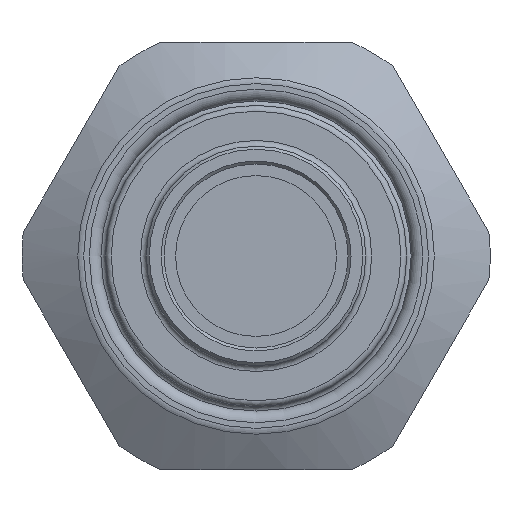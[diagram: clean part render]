
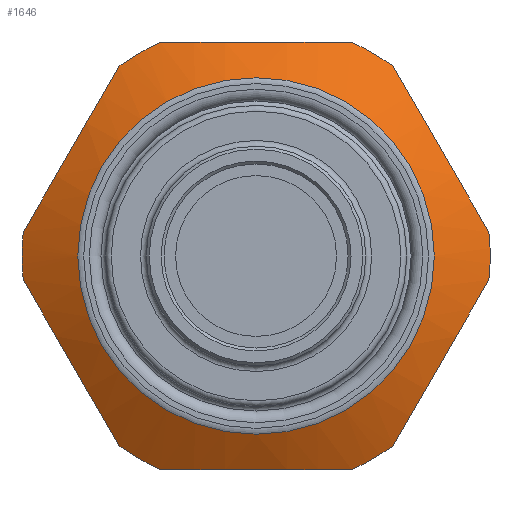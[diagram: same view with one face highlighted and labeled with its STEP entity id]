
A CAD part, front view. The second image highlights one B-rep face of the part: STEP entity #1646.
In plain terms, the highlighted conical face has half-angle 60 degrees and reference radius 17.78 mm.
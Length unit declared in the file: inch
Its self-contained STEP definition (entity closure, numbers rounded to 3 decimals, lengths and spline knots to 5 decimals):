
#54=(
BOUNDED_CURVE()
B_SPLINE_CURVE(2,(#2904,#2905,#2906),.UNSPECIFIED.,.F.,.F.)
B_SPLINE_CURVE_WITH_KNOTS((3,3),(0.,1.67512),.UNSPECIFIED.)
CURVE()
GEOMETRIC_REPRESENTATION_ITEM()
RATIONAL_B_SPLINE_CURVE((1.,1.096,1.))
REPRESENTATION_ITEM('')
);
#55=(
BOUNDED_CURVE()
B_SPLINE_CURVE(2,(#2910,#2911,#2912),.UNSPECIFIED.,.F.,.F.)
B_SPLINE_CURVE_WITH_KNOTS((3,3),(0.,1.67512),.UNSPECIFIED.)
CURVE()
GEOMETRIC_REPRESENTATION_ITEM()
RATIONAL_B_SPLINE_CURVE((1.,1.096,1.))
REPRESENTATION_ITEM('')
);
#56=(
BOUNDED_CURVE()
B_SPLINE_CURVE(2,(#2916,#2917,#2918),.UNSPECIFIED.,.F.,.F.)
B_SPLINE_CURVE_WITH_KNOTS((3,3),(0.,1.67512),.UNSPECIFIED.)
CURVE()
GEOMETRIC_REPRESENTATION_ITEM()
RATIONAL_B_SPLINE_CURVE((1.,1.096,1.))
REPRESENTATION_ITEM('')
);
#57=(
BOUNDED_CURVE()
B_SPLINE_CURVE(2,(#2922,#2923,#2924),.UNSPECIFIED.,.F.,.F.)
B_SPLINE_CURVE_WITH_KNOTS((3,3),(0.,1.67512),.UNSPECIFIED.)
CURVE()
GEOMETRIC_REPRESENTATION_ITEM()
RATIONAL_B_SPLINE_CURVE((1.,1.096,1.))
REPRESENTATION_ITEM('')
);
#58=(
BOUNDED_CURVE()
B_SPLINE_CURVE(2,(#2928,#2929,#2930),.UNSPECIFIED.,.F.,.F.)
B_SPLINE_CURVE_WITH_KNOTS((3,3),(0.,1.67512),.UNSPECIFIED.)
CURVE()
GEOMETRIC_REPRESENTATION_ITEM()
RATIONAL_B_SPLINE_CURVE((1.,1.096,1.))
REPRESENTATION_ITEM('')
);
#59=(
BOUNDED_CURVE()
B_SPLINE_CURVE(2,(#2934,#2935,#2936),.UNSPECIFIED.,.F.,.F.)
B_SPLINE_CURVE_WITH_KNOTS((3,3),(0.,1.67512),.UNSPECIFIED.)
CURVE()
GEOMETRIC_REPRESENTATION_ITEM()
RATIONAL_B_SPLINE_CURVE((1.,1.096,1.))
REPRESENTATION_ITEM('')
);
#162=LINE('',#2900,#224);
#224=VECTOR('',#2357,0.7);
#256=CONICAL_SURFACE('',#1883,0.7,1.047);
#339=FACE_OUTER_BOUND('',#453,.T.);
#453=EDGE_LOOP('',(#1328,#1329,#1330,#1331,#1332,#1333,#1334,#1335,#1336,
#1337,#1338,#1339,#1340,#1341,#1342,#1343));
#583=CIRCLE('',#1880,0.60928);
#585=CIRCLE('',#1884,0.8);
#586=CIRCLE('',#1885,0.8);
#587=CIRCLE('',#1886,0.8);
#588=CIRCLE('',#1887,0.8);
#589=CIRCLE('',#1888,0.8);
#590=CIRCLE('',#1889,0.8);
#591=CIRCLE('',#1890,0.8);
#716=VERTEX_POINT('',#2892);
#718=VERTEX_POINT('',#2899);
#719=VERTEX_POINT('',#2901);
#720=VERTEX_POINT('',#2903);
#721=VERTEX_POINT('',#2907);
#722=VERTEX_POINT('',#2909);
#723=VERTEX_POINT('',#2913);
#724=VERTEX_POINT('',#2915);
#725=VERTEX_POINT('',#2919);
#726=VERTEX_POINT('',#2921);
#727=VERTEX_POINT('',#2925);
#728=VERTEX_POINT('',#2927);
#729=VERTEX_POINT('',#2931);
#730=VERTEX_POINT('',#2933);
#925=EDGE_CURVE('',#716,#716,#583,.T.);
#927=EDGE_CURVE('',#716,#718,#162,.T.);
#928=EDGE_CURVE('',#719,#718,#585,.T.);
#929=EDGE_CURVE('',#720,#719,#54,.T.);
#930=EDGE_CURVE('',#721,#720,#586,.T.);
#931=EDGE_CURVE('',#722,#721,#55,.T.);
#932=EDGE_CURVE('',#723,#722,#587,.T.);
#933=EDGE_CURVE('',#724,#723,#56,.T.);
#934=EDGE_CURVE('',#725,#724,#588,.T.);
#935=EDGE_CURVE('',#726,#725,#57,.T.);
#936=EDGE_CURVE('',#727,#726,#589,.T.);
#937=EDGE_CURVE('',#728,#727,#58,.T.);
#938=EDGE_CURVE('',#729,#728,#590,.T.);
#939=EDGE_CURVE('',#730,#729,#59,.T.);
#940=EDGE_CURVE('',#718,#730,#591,.T.);
#1328=ORIENTED_EDGE('',*,*,#925,.F.);
#1329=ORIENTED_EDGE('',*,*,#927,.T.);
#1330=ORIENTED_EDGE('',*,*,#928,.F.);
#1331=ORIENTED_EDGE('',*,*,#929,.F.);
#1332=ORIENTED_EDGE('',*,*,#930,.F.);
#1333=ORIENTED_EDGE('',*,*,#931,.F.);
#1334=ORIENTED_EDGE('',*,*,#932,.F.);
#1335=ORIENTED_EDGE('',*,*,#933,.F.);
#1336=ORIENTED_EDGE('',*,*,#934,.F.);
#1337=ORIENTED_EDGE('',*,*,#935,.F.);
#1338=ORIENTED_EDGE('',*,*,#936,.F.);
#1339=ORIENTED_EDGE('',*,*,#937,.F.);
#1340=ORIENTED_EDGE('',*,*,#938,.F.);
#1341=ORIENTED_EDGE('',*,*,#939,.F.);
#1342=ORIENTED_EDGE('',*,*,#940,.F.);
#1343=ORIENTED_EDGE('',*,*,#927,.F.);
#1646=ADVANCED_FACE('',(#339),#256,.T.);
#1880=AXIS2_PLACEMENT_3D('',#2894,#2349,#2350);
#1883=AXIS2_PLACEMENT_3D('',#2898,#2355,#2356);
#1884=AXIS2_PLACEMENT_3D('',#2902,#2358,#2359);
#1885=AXIS2_PLACEMENT_3D('',#2908,#2360,#2361);
#1886=AXIS2_PLACEMENT_3D('',#2914,#2362,#2363);
#1887=AXIS2_PLACEMENT_3D('',#2920,#2364,#2365);
#1888=AXIS2_PLACEMENT_3D('',#2926,#2366,#2367);
#1889=AXIS2_PLACEMENT_3D('',#2932,#2368,#2369);
#1890=AXIS2_PLACEMENT_3D('',#2937,#2370,#2371);
#2349=DIRECTION('center_axis',(0.,-1.,0.));
#2350=DIRECTION('ref_axis',(-1.,0.,0.));
#2355=DIRECTION('center_axis',(0.,1.,0.));
#2356=DIRECTION('ref_axis',(1.,0.,0.));
#2357=DIRECTION('',(-0.866,0.5,0.));
#2358=DIRECTION('center_axis',(0.,1.,0.));
#2359=DIRECTION('ref_axis',(-1.,0.,0.));
#2360=DIRECTION('center_axis',(0.,1.,0.));
#2361=DIRECTION('ref_axis',(-1.,0.,0.));
#2362=DIRECTION('center_axis',(0.,1.,0.));
#2363=DIRECTION('ref_axis',(-1.,0.,0.));
#2364=DIRECTION('center_axis',(0.,1.,0.));
#2365=DIRECTION('ref_axis',(-1.,0.,0.));
#2366=DIRECTION('center_axis',(0.,1.,0.));
#2367=DIRECTION('ref_axis',(-1.,0.,0.));
#2368=DIRECTION('center_axis',(0.,1.,0.));
#2369=DIRECTION('ref_axis',(-1.,0.,0.));
#2370=DIRECTION('center_axis',(0.,1.,0.));
#2371=DIRECTION('ref_axis',(-1.,0.,0.));
#2892=CARTESIAN_POINT('',(-0.60928,-0.29964,0.));
#2894=CARTESIAN_POINT('Origin',(0.,-0.29964,
0.));
#2898=CARTESIAN_POINT('Origin',(0.,-0.24726,
0.));
#2899=CARTESIAN_POINT('',(-0.8,-0.18953,0.));
#2900=CARTESIAN_POINT('',(-0.7,-0.24726,0.));
#2901=CARTESIAN_POINT('',(-0.79583,-0.18953,-0.08158));
#2902=CARTESIAN_POINT('Origin',(0.,-0.18953,0.));
#2903=CARTESIAN_POINT('',(-0.46857,-0.18953,-0.64842));
#2904=CARTESIAN_POINT('Ctrl Pts',(-0.46857,-0.18953,
-0.64842));
#2905=CARTESIAN_POINT('Ctrl Pts',(-0.6322,-0.26682,
-0.365));
#2906=CARTESIAN_POINT('Ctrl Pts',(-0.79583,-0.18953,
-0.08158));
#2907=CARTESIAN_POINT('',(-0.32726,-0.18953,-0.73));
#2908=CARTESIAN_POINT('Origin',(0.,-0.18953,0.));
#2909=CARTESIAN_POINT('',(0.32726,-0.18953,-0.73));
#2910=CARTESIAN_POINT('Ctrl Pts',(0.32726,-0.18953,
-0.73));
#2911=CARTESIAN_POINT('Ctrl Pts',(0.,-0.26682,
-0.73));
#2912=CARTESIAN_POINT('Ctrl Pts',(-0.32726,-0.18953,
-0.73));
#2913=CARTESIAN_POINT('',(0.46857,-0.18953,-0.64842));
#2914=CARTESIAN_POINT('Origin',(0.,-0.18953,0.));
#2915=CARTESIAN_POINT('',(0.79583,-0.18953,-0.08158));
#2916=CARTESIAN_POINT('Ctrl Pts',(0.79583,-0.18953,
-0.08158));
#2917=CARTESIAN_POINT('Ctrl Pts',(0.6322,-0.26682,-0.365));
#2918=CARTESIAN_POINT('Ctrl Pts',(0.46857,-0.18953,
-0.64842));
#2919=CARTESIAN_POINT('',(0.79583,-0.18953,0.08158));
#2920=CARTESIAN_POINT('Origin',(0.,-0.18953,0.));
#2921=CARTESIAN_POINT('',(0.46857,-0.18953,0.64842));
#2922=CARTESIAN_POINT('Ctrl Pts',(0.46857,-0.18953,
0.64842));
#2923=CARTESIAN_POINT('Ctrl Pts',(0.6322,-0.26682,0.365));
#2924=CARTESIAN_POINT('Ctrl Pts',(0.79583,-0.18953,
0.08158));
#2925=CARTESIAN_POINT('',(0.32726,-0.18953,0.73));
#2926=CARTESIAN_POINT('Origin',(0.,-0.18953,0.));
#2927=CARTESIAN_POINT('',(-0.32726,-0.18953,0.73));
#2928=CARTESIAN_POINT('Ctrl Pts',(-0.32726,-0.18953,
0.73));
#2929=CARTESIAN_POINT('Ctrl Pts',(0.,-0.26682,
0.73));
#2930=CARTESIAN_POINT('Ctrl Pts',(0.32726,-0.18953,
0.73));
#2931=CARTESIAN_POINT('',(-0.46857,-0.18953,0.64842));
#2932=CARTESIAN_POINT('Origin',(0.,-0.18953,0.));
#2933=CARTESIAN_POINT('',(-0.79583,-0.18953,0.08158));
#2934=CARTESIAN_POINT('Ctrl Pts',(-0.79583,-0.18953,
0.08158));
#2935=CARTESIAN_POINT('Ctrl Pts',(-0.6322,-0.26682,
0.365));
#2936=CARTESIAN_POINT('Ctrl Pts',(-0.46857,-0.18953,
0.64842));
#2937=CARTESIAN_POINT('Origin',(0.,-0.18953,0.));
